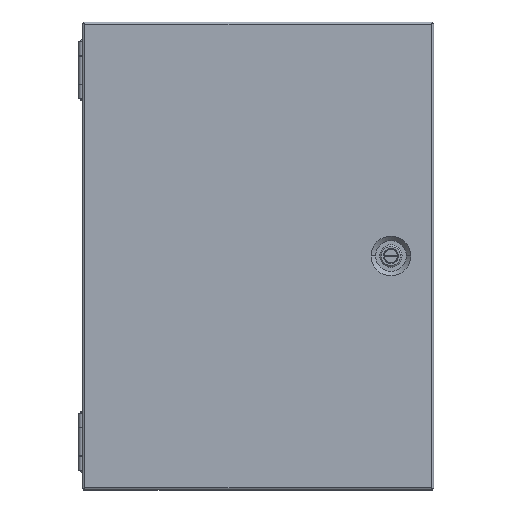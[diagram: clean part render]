
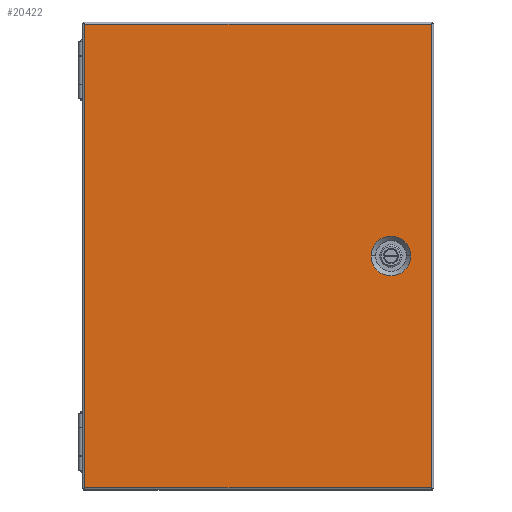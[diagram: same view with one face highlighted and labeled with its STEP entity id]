
A CAD part, top view. The second image highlights one B-rep face of the part: STEP entity #20422.
In plain terms, the highlighted planar face has unit normal (0, 0, 1).
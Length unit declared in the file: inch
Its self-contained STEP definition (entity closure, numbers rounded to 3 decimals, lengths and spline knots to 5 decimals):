
#8 = DIRECTION ( 'NONE',  ( 1., 0., 0. ) ) ;
#796 = VERTEX_POINT ( 'NONE', #13691 ) ;
#1204 = ORIENTED_EDGE ( 'NONE', *, *, #14020, .T. ) ;
#1548 = VERTEX_POINT ( 'NONE', #21720 ) ;
#2495 = LINE ( 'NONE', #3823, #7707 ) ;
#3379 = PLANE ( 'NONE',  #14975 ) ;
#3696 = EDGE_CURVE ( 'NONE', #1548, #19771, #21477, .T. ) ;
#3816 = CIRCLE ( 'NONE', #19390, 0.69489 ) ;
#3823 = CARTESIAN_POINT ( 'NONE',  ( 6.0425, -8.104, 6.118 ) ) ;
#4911 = LINE ( 'NONE', #11497, #18418 ) ;
#5221 = DIRECTION ( 'NONE',  ( 0., 0., -1. ) ) ;
#5506 = CARTESIAN_POINT ( 'NONE',  ( 6.0425, -8.104, 6.118 ) ) ;
#5915 = ORIENTED_EDGE ( 'NONE', *, *, #20343, .T. ) ;
#6698 = EDGE_LOOP ( 'NONE', ( #5915, #19767 ) ) ;
#6780 = VECTOR ( 'NONE', #10447, 39.37008 ) ;
#6847 = ORIENTED_EDGE ( 'NONE', *, *, #17341, .T. ) ;
#7141 = EDGE_CURVE ( 'NONE', #796, #20254, #3816, .T. ) ;
#7152 = AXIS2_PLACEMENT_3D ( 'NONE', #23479, #5221, #8892 ) ;
#7707 = VECTOR ( 'NONE', #12854, 39.37008 ) ;
#7740 = CARTESIAN_POINT ( 'NONE',  ( 6.0425, -8.104, 6.118 ) ) ;
#8892 = DIRECTION ( 'NONE',  ( 1., 0., 0. ) ) ;
#9209 = CARTESIAN_POINT ( 'NONE',  ( 6.0425, -8.104, 6.118 ) ) ;
#9327 = VERTEX_POINT ( 'NONE', #7740 ) ;
#9972 = LINE ( 'NONE', #5506, #14287 ) ;
#10081 = FACE_BOUND ( 'NONE', #6698, .T. ) ;
#10447 = DIRECTION ( 'NONE',  ( -1., 0., 0. ) ) ;
#10946 = DIRECTION ( 'NONE',  ( 0., 0., 1. ) ) ;
#11497 = CARTESIAN_POINT ( 'NONE',  ( -6.0855, -8.104, 6.118 ) ) ;
#12229 = CARTESIAN_POINT ( 'NONE',  ( 5.32339, 0., 6.118 ) ) ;
#12690 = DIRECTION ( 'NONE',  ( 1., 0., 0. ) ) ;
#12819 = ORIENTED_EDGE ( 'NONE', *, *, #3696, .T. ) ;
#12854 = DIRECTION ( 'NONE',  ( 0., 1., 0. ) ) ;
#13691 = CARTESIAN_POINT ( 'NONE',  ( 3.93361, 0., 6.118 ) ) ;
#14020 = EDGE_CURVE ( 'NONE', #9327, #1548, #2495, .T. ) ;
#14287 = VECTOR ( 'NONE', #20225, 39.37008 ) ;
#14975 = AXIS2_PLACEMENT_3D ( 'NONE', #9209, #10946, #8 ) ;
#15725 = CARTESIAN_POINT ( 'NONE',  ( 6.0425, 8.104, 6.118 ) ) ;
#16182 = EDGE_CURVE ( 'NONE', #19771, #17874, #4911, .T. ) ;
#17165 = DIRECTION ( 'NONE',  ( 0., -1., 0. ) ) ;
#17341 = EDGE_CURVE ( 'NONE', #17874, #9327, #9972, .T. ) ;
#17874 = VERTEX_POINT ( 'NONE', #21894 ) ;
#18418 = VECTOR ( 'NONE', #17165, 39.37008 ) ;
#18967 = FACE_OUTER_BOUND ( 'NONE', #19095, .T. ) ;
#19095 = EDGE_LOOP ( 'NONE', ( #12819, #19455, #6847, #1204 ) ) ;
#19356 = CARTESIAN_POINT ( 'NONE',  ( 4.6285, 0., 6.118 ) ) ;
#19390 = AXIS2_PLACEMENT_3D ( 'NONE', #19356, #22108, #12690 ) ;
#19455 = ORIENTED_EDGE ( 'NONE', *, *, #16182, .T. ) ;
#19767 = ORIENTED_EDGE ( 'NONE', *, *, #7141, .T. ) ;
#19771 = VERTEX_POINT ( 'NONE', #22464 ) ;
#20225 = DIRECTION ( 'NONE',  ( 1., 0., 0. ) ) ;
#20254 = VERTEX_POINT ( 'NONE', #12229 ) ;
#20343 = EDGE_CURVE ( 'NONE', #20254, #796, #21315, .T. ) ;
#20422 = ADVANCED_FACE ( 'NONE', ( #10081, #18967 ), #3379, .T. ) ;
#21315 = CIRCLE ( 'NONE', #7152, 0.69489 ) ;
#21477 = LINE ( 'NONE', #15725, #6780 ) ;
#21720 = CARTESIAN_POINT ( 'NONE',  ( 6.0425, 8.104, 6.118 ) ) ;
#21894 = CARTESIAN_POINT ( 'NONE',  ( -6.0855, -8.104, 6.118 ) ) ;
#22108 = DIRECTION ( 'NONE',  ( 0., 0., -1. ) ) ;
#22464 = CARTESIAN_POINT ( 'NONE',  ( -6.0855, 8.104, 6.118 ) ) ;
#23479 = CARTESIAN_POINT ( 'NONE',  ( 4.6285, 0., 6.118 ) ) ;
